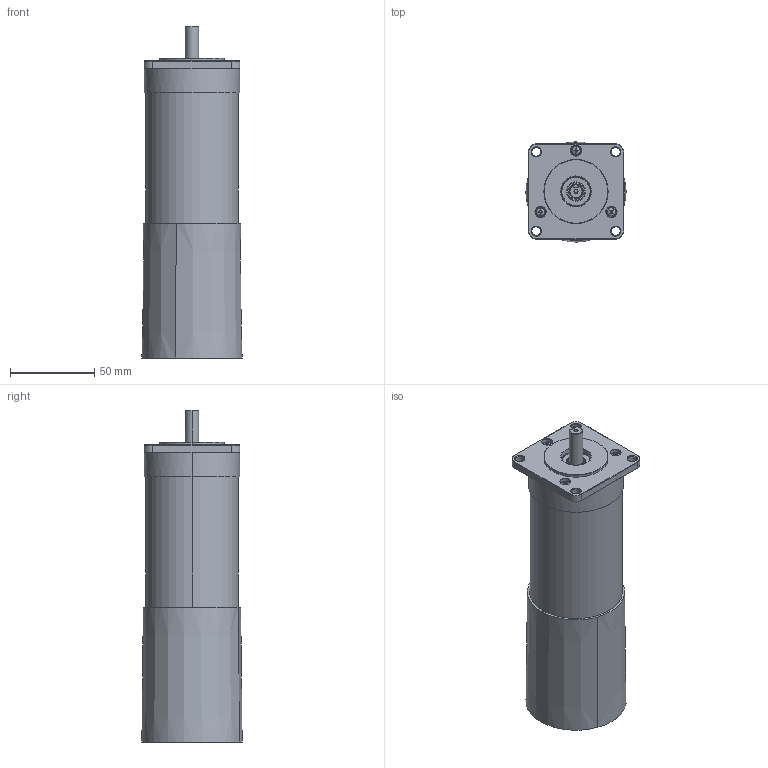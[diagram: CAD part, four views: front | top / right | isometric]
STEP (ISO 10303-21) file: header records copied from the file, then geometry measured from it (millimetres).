
FILE_DESCRIPTION (( 'STEP AP214' ), '1' );
FILE_NAME ('MAC320-XXXXXX-X (ShØ8-key, IP42-long).STEP', '2024-01-22T09:14:54', ( '' ), ( '' ), 'SwSTEP 2.0', 'SolidWorks 2023', '' );
FILE_SCHEMA (( 'AUTOMOTIVE_DESIGN' ));
Length unit declared in the file: millimetre
Products named in the file (9): MAC050-320-FMOTOR-mockup_2c) Square flange IP42 (IP67 Size) (MAC141); MAC320-XXXXXX-X (ShØ8-key, IP42-long); MAC050-320-BEARING-mockup_5972K501; MAC050-320-BHOUSE (mockup)_no STO; MAC050-320-FLANGE-mockup_Square IP42 (IP67 Size) (MAC141); MAC050-320-FFSCR-mockup_92000A100; MAC050-320-HOUSE-mockup (MM0315)_DEFAULT; MAC050-320-MTRBASE-mockup_MAC141-320; MAC050-320-SHAFT-mockup_4) Ø8 L20.6 Key:3-1.8-12 (MAC050-320)
Assembly tree (10 placements, depth 3):
  MAC320-XXXXXX-X (ShØ8-key, IP42-long)
    MAC050-320-FMOTOR-mockup_2c) Square flange IP42 (IP67 Size) (MAC141)
      MAC050-320-FLANGE-mockup_Square IP42 (IP67 Size) (MAC141)
      MAC050-320-BEARING-mockup_5972K501
      MAC050-320-FFSCR-mockup_92000A100  x3
    MAC050-320-BHOUSE (mockup)_no STO
      MAC050-320-HOUSE-mockup (MM0315)_DEFAULT
    MAC050-320-MTRBASE-mockup_MAC141-320
    MAC050-320-SHAFT-mockup_4) Ø8 L20.6 Key:3-1.8-12 (MAC050-320)
Bounding box: 59.49 x 59.49 x 197 mm (x, y, z)
Volume: 107927.3 mm3; surface area: 81716.8 mm2
Topology: 20 solids, 20 shells, 681 faces, 1759 edges, 1123 vertices
Faces by surface type: plane 232, cone 175, cylinder 170, torus 57, bspline 27, sphere 20
Entity records: 20473 total; most frequent: CARTESIAN_POINT 5661, DIRECTION 2914, ORIENTED_EDGE 2828, EDGE_CURVE 1414, AXIS2_PLACEMENT_3D 1191, VERTEX_POINT 904, EDGE_LOOP 632, CIRCLE 620
